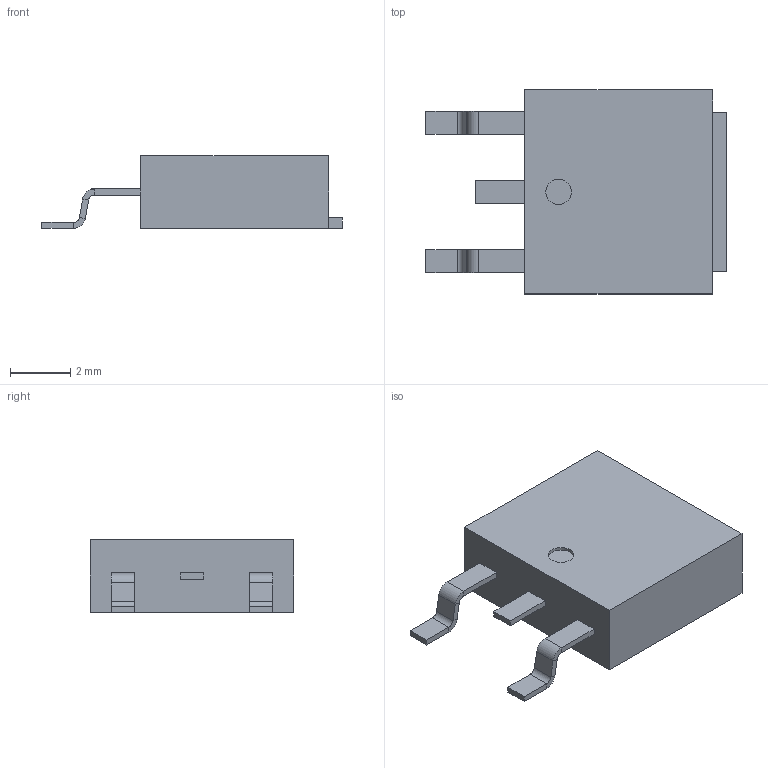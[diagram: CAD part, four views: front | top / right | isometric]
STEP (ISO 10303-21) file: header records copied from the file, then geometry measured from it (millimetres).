
FILE_DESCRIPTION(('Open CASCADE Model'),'2;1');
FILE_NAME('Open CASCADE Shape Model','2023-05-19T13:34:52',('Author'),( 'Open CASCADE'),'Open CASCADE STEP processor 6.8','Open CASCADE 6.8' ,'Unknown');
FILE_SCHEMA(('AUTOMOTIVE_DESIGN { 1 0 10303 214 1 1 1 1 }'));
Length unit declared in the file: millimetre
Products named in the file (9): PCB; Designator1; 6844866320; Open_CASCADE_STEP_translator_6.8_3.1; Body; Open_CASCADE_STEP_translator_6.8_3.2.1; Lead; Trimmed_Lead; tab
Assembly tree (8 placements, depth 4):
  PCB
  Designator1
    6844866320
      Open_CASCADE_STEP_translator_6.8_3.1
      Body
        Open_CASCADE_STEP_translator_6.8_3.2.1
      Lead  x2
      Trimmed_Lead
      tab
Bounding box: 9.94 x 6.75 x 2.41 mm (x, y, z)
Volume: 112.6 mm3; surface area: 231.4 mm2
Topology: 5 solids, 6 shells, 65 faces, 128 edges, 75 vertices
Faces by surface type: plane 56, cylinder 9
Full cylindrical faces by diameter (mm): 0.844 x1
Entity records: 1269 total; most frequent: DIRECTION 199, CARTESIAN_POINT 187, ORIENTED_EDGE 167, EDGE_CURVE 84, LINE 73, VECTOR 73, AXIS2_PLACEMENT_3D 63, VERTEX_POINT 51
